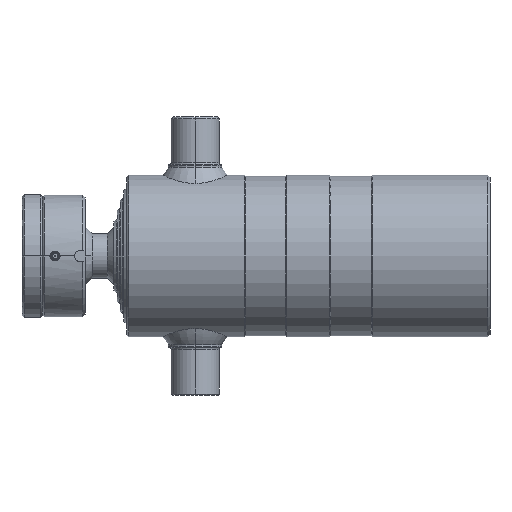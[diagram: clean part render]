
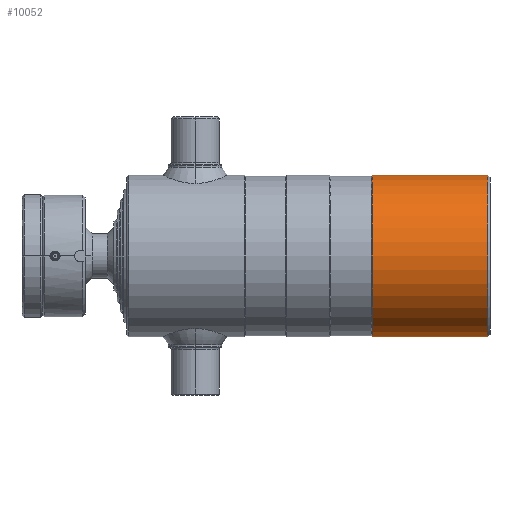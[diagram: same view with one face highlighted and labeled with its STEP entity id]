
A CAD part, left-side view. The second image highlights one B-rep face of the part: STEP entity #10052.
In plain terms, the highlighted cylindrical face has radius 75.75 mm (diameter 151.5 mm), a partial arc.
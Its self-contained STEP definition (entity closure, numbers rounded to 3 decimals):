
#1555 = EDGE_CURVE ( 'NONE', #10607, #4395, #2928, .T. ) ;
#2619 = AXIS2_PLACEMENT_3D ( 'NONE', #3766, #9575, #4596 ) ;
#2894 = VECTOR ( 'NONE', #4064, 1000. ) ;
#2928 = LINE ( 'NONE', #4823, #2894 ) ;
#3345 = EDGE_CURVE ( 'NONE', #3396, #4395, #8598, .T. ) ;
#3396 = VERTEX_POINT ( 'NONE', #6310 ) ;
#3519 = DIRECTION ( 'NONE',  ( 0., 0., 1. ) ) ;
#3562 = EDGE_CURVE ( 'NONE', #5194, #3396, #8116, .T. ) ;
#3766 = CARTESIAN_POINT ( 'NONE',  ( 0., 110., 0. ) ) ;
#3831 = FACE_OUTER_BOUND ( 'NONE', #6340, .T. ) ;
#3947 = CARTESIAN_POINT ( 'NONE',  ( 0., 2., 0. ) ) ;
#4064 = DIRECTION ( 'NONE',  ( 0., 1., 0. ) ) ;
#4252 = CIRCLE ( 'NONE', #10360, 75.75 ) ;
#4356 = DIRECTION ( 'NONE',  ( 0., 1., 0. ) ) ;
#4395 = VERTEX_POINT ( 'NONE', #6792 ) ;
#4596 = DIRECTION ( 'NONE',  ( 0., 0., 1. ) ) ;
#4723 = CARTESIAN_POINT ( 'NONE',  ( 0., 2., 75.75 ) ) ;
#4782 = DIRECTION ( 'NONE',  ( 0., 0., 1. ) ) ;
#4823 = CARTESIAN_POINT ( 'NONE',  ( 0., 522.61, 75.75 ) ) ;
#4915 = DIRECTION ( 'NONE',  ( 0., 1., 0. ) ) ;
#5194 = VERTEX_POINT ( 'NONE', #7462 ) ;
#6310 = CARTESIAN_POINT ( 'NONE',  ( 0., 110., -75.75 ) ) ;
#6340 = EDGE_LOOP ( 'NONE', ( #6635, #6484, #10510, #10118 ) ) ;
#6484 = ORIENTED_EDGE ( 'NONE', *, *, #6779, .T. ) ;
#6635 = ORIENTED_EDGE ( 'NONE', *, *, #3562, .F. ) ;
#6779 = EDGE_CURVE ( 'NONE', #5194, #10607, #4252, .T. ) ;
#6792 = CARTESIAN_POINT ( 'NONE',  ( 0., 110., 75.75 ) ) ;
#7318 = CARTESIAN_POINT ( 'NONE',  ( 0., 522.61, -75.75 ) ) ;
#7462 = CARTESIAN_POINT ( 'NONE',  ( 0., 2., -75.75 ) ) ;
#7982 = VECTOR ( 'NONE', #4915, 1000. ) ;
#8116 = LINE ( 'NONE', #7318, #7982 ) ;
#8576 = AXIS2_PLACEMENT_3D ( 'NONE', #9333, #4356, #3519 ) ;
#8598 = CIRCLE ( 'NONE', #2619, 75.75 ) ;
#9176 = CYLINDRICAL_SURFACE ( 'NONE', #8576, 75.75 ) ;
#9333 = CARTESIAN_POINT ( 'NONE',  ( 0., 522.61, 0. ) ) ;
#9575 = DIRECTION ( 'NONE',  ( 0., 1., 0. ) ) ;
#9766 = DIRECTION ( 'NONE',  ( 0., 1., 0. ) ) ;
#10052 = ADVANCED_FACE ( 'NONE', ( #3831 ), #9176, .T. ) ;
#10118 = ORIENTED_EDGE ( 'NONE', *, *, #3345, .F. ) ;
#10360 = AXIS2_PLACEMENT_3D ( 'NONE', #3947, #9766, #4782 ) ;
#10510 = ORIENTED_EDGE ( 'NONE', *, *, #1555, .T. ) ;
#10607 = VERTEX_POINT ( 'NONE', #4723 ) ;
